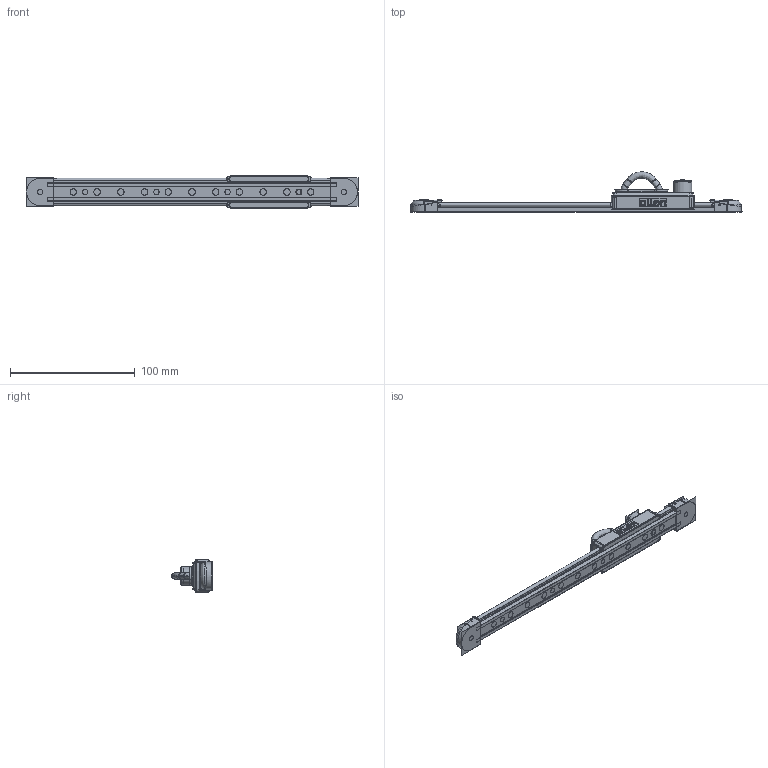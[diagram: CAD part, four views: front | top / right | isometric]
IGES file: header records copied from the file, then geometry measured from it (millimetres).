
Start section:  PTC IGES file: a4590.igs
Global section: file name: a4590.igs; native system: Creo Parametric by PTC Inc.; preprocessor: 2021284; author: Student; organization: Unknown; date: 20211202.134435; units: millimetre
Bounding box: 265.86 x 32.29 x 26.66 mm (x, y, z)
Surface area: 73934.8 mm2 (no closed solid volume)
Topology: 0 solids, 0 shells, 1390 faces, 19251 edges, 25213 vertices
Faces by surface type: bspline 552, revolution 502, extrusion 336
